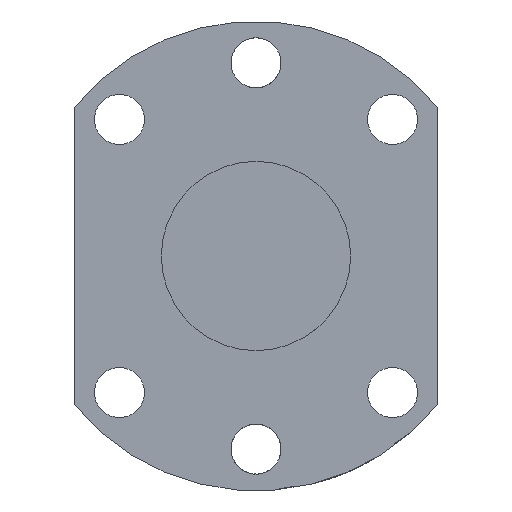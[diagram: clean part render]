
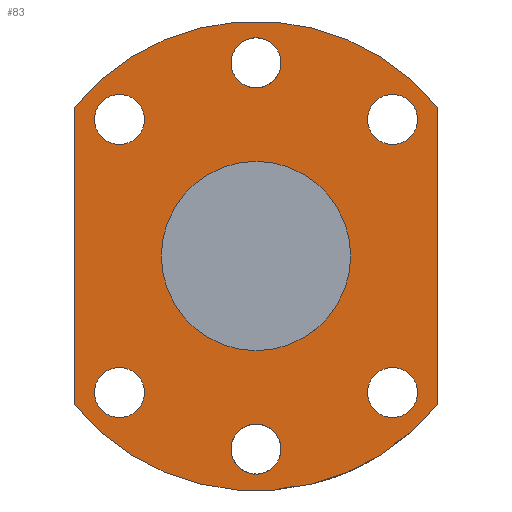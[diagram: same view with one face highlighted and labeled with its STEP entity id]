
A CAD part, front view. The second image highlights one B-rep face of the part: STEP entity #83.
In plain terms, the highlighted planar face has unit normal (0, -1, 0).
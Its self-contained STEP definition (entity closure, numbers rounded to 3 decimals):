
#28=LINE('',#505,#36);
#32=LINE('',#576,#40);
#36=VECTOR('',#412,1.);
#40=VECTOR('',#424,1.);
#67=PLANE('',#379);
#83=ADVANCED_FACE('',(#121,#122,#123,#124,#125,#126,#127,#128),#67,.F.);
#121=FACE_BOUND('',#169,.T.);
#122=FACE_BOUND('',#170,.T.);
#123=FACE_BOUND('',#171,.T.);
#124=FACE_BOUND('',#172,.T.);
#125=FACE_BOUND('',#173,.T.);
#126=FACE_BOUND('',#174,.T.);
#127=FACE_BOUND('',#175,.T.);
#128=FACE_BOUND('',#176,.T.);
#169=EDGE_LOOP('',(#232));
#170=EDGE_LOOP('',(#233));
#171=EDGE_LOOP('',(#234));
#172=EDGE_LOOP('',(#235));
#173=EDGE_LOOP('',(#236));
#174=EDGE_LOOP('',(#237));
#175=EDGE_LOOP('',(#238,#239,#240,#241));
#176=EDGE_LOOP('',(#242));
#232=ORIENTED_EDGE('',*,*,#317,.F.);
#233=ORIENTED_EDGE('',*,*,#318,.F.);
#234=ORIENTED_EDGE('',*,*,#319,.F.);
#235=ORIENTED_EDGE('',*,*,#320,.T.);
#236=ORIENTED_EDGE('',*,*,#321,.T.);
#237=ORIENTED_EDGE('',*,*,#322,.T.);
#238=ORIENTED_EDGE('',*,*,#294,.F.);
#239=ORIENTED_EDGE('',*,*,#305,.F.);
#240=ORIENTED_EDGE('',*,*,#302,.F.);
#241=ORIENTED_EDGE('',*,*,#298,.F.);
#242=ORIENTED_EDGE('',*,*,#308,.F.);
#265=VERTEX_POINT('',#497);
#266=VERTEX_POINT('',#498);
#269=VERTEX_POINT('',#506);
#272=VERTEX_POINT('',#571);
#275=VERTEX_POINT('',#639);
#284=VERTEX_POINT('',#659);
#285=VERTEX_POINT('',#661);
#286=VERTEX_POINT('',#663);
#287=VERTEX_POINT('',#665);
#288=VERTEX_POINT('',#667);
#289=VERTEX_POINT('',#669);
#294=EDGE_CURVE('',#265,#266,#327,.T.);
#298=EDGE_CURVE('',#266,#269,#28,.T.);
#302=EDGE_CURVE('',#269,#272,#329,.T.);
#305=EDGE_CURVE('',#272,#265,#32,.T.);
#308=EDGE_CURVE('',#275,#275,#331,.T.);
#317=EDGE_CURVE('',#284,#284,#340,.T.);
#318=EDGE_CURVE('',#285,#285,#341,.T.);
#319=EDGE_CURVE('',#286,#286,#342,.T.);
#320=EDGE_CURVE('',#287,#287,#343,.T.);
#321=EDGE_CURVE('',#288,#288,#344,.T.);
#322=EDGE_CURVE('',#289,#289,#345,.T.);
#327=CIRCLE('',#354,31.);
#329=CIRCLE('',#358,31.);
#331=CIRCLE('',#362,12.5);
#340=CIRCLE('',#373,3.3);
#341=CIRCLE('',#374,3.3);
#342=CIRCLE('',#375,3.3);
#343=CIRCLE('',#376,3.3);
#344=CIRCLE('',#377,3.3);
#345=CIRCLE('',#378,3.3);
#354=AXIS2_PLACEMENT_3D('',#496,#404,#405);
#358=AXIS2_PLACEMENT_3D('',#570,#417,#418);
#362=AXIS2_PLACEMENT_3D('',#638,#428,#429);
#373=AXIS2_PLACEMENT_3D('',#658,#450,#451);
#374=AXIS2_PLACEMENT_3D('',#660,#452,#453);
#375=AXIS2_PLACEMENT_3D('',#662,#454,#455);
#376=AXIS2_PLACEMENT_3D('',#664,#456,#457);
#377=AXIS2_PLACEMENT_3D('',#666,#458,#459);
#378=AXIS2_PLACEMENT_3D('',#668,#460,#461);
#379=AXIS2_PLACEMENT_3D('',#670,#462,#463);
#404=DIRECTION('',(0.,1.,0.));
#405=DIRECTION('',(1.,0.,0.));
#412=DIRECTION('',(0.,0.,-1.));
#417=DIRECTION('',(0.,1.,0.));
#418=DIRECTION('',(1.,0.,0.));
#424=DIRECTION('',(0.,0.,1.));
#428=DIRECTION('',(0.,-1.,0.));
#429=DIRECTION('',(1.,0.,0.));
#450=DIRECTION('',(0.,-1.,0.));
#451=DIRECTION('',(-1.,0.,0.));
#452=DIRECTION('',(0.,-1.,0.));
#453=DIRECTION('',(-0.707,0.,-0.707));
#454=DIRECTION('',(0.,-1.,0.));
#455=DIRECTION('',(0.,0.,-1.));
#456=DIRECTION('',(0.,1.,0.));
#457=DIRECTION('',(-1.,0.,0.));
#458=DIRECTION('',(0.,1.,0.));
#459=DIRECTION('',(-0.707,0.,0.707));
#460=DIRECTION('',(0.,1.,0.));
#461=DIRECTION('',(0.,0.,1.));
#462=DIRECTION('',(0.,1.,0.));
#463=DIRECTION('',(0.,0.,1.));
#496=CARTESIAN_POINT('',(0.,-25.5,0.));
#497=CARTESIAN_POINT('',(-24.,-25.5,19.621));
#498=CARTESIAN_POINT('',(24.,-25.5,19.621));
#505=CARTESIAN_POINT('',(24.,-25.5,19.621));
#506=CARTESIAN_POINT('',(24.,-25.5,-19.621));
#570=CARTESIAN_POINT('',(0.,-25.5,0.));
#571=CARTESIAN_POINT('',(-24.,-25.5,-19.621));
#576=CARTESIAN_POINT('',(-24.,-25.5,-19.621));
#638=CARTESIAN_POINT('',(0.,-25.5,0.));
#639=CARTESIAN_POINT('',(12.5,-25.5,0.));
#658=CARTESIAN_POINT('',(18.031,-25.5,18.031));
#659=CARTESIAN_POINT('',(14.731,-25.5,18.031));
#660=CARTESIAN_POINT('',(0.,-25.5,25.5));
#661=CARTESIAN_POINT('',(-2.333,-25.5,23.167));
#662=CARTESIAN_POINT('',(-18.031,-25.5,18.031));
#663=CARTESIAN_POINT('',(-18.031,-25.5,14.731));
#664=CARTESIAN_POINT('',(18.031,-25.5,-18.031));
#665=CARTESIAN_POINT('',(14.731,-25.5,-18.031));
#666=CARTESIAN_POINT('',(0.,-25.5,-25.5));
#667=CARTESIAN_POINT('',(-2.333,-25.5,-23.167));
#668=CARTESIAN_POINT('',(-18.031,-25.5,-18.031));
#669=CARTESIAN_POINT('',(-18.031,-25.5,-14.731));
#670=CARTESIAN_POINT('',(0.,-25.5,0.));
